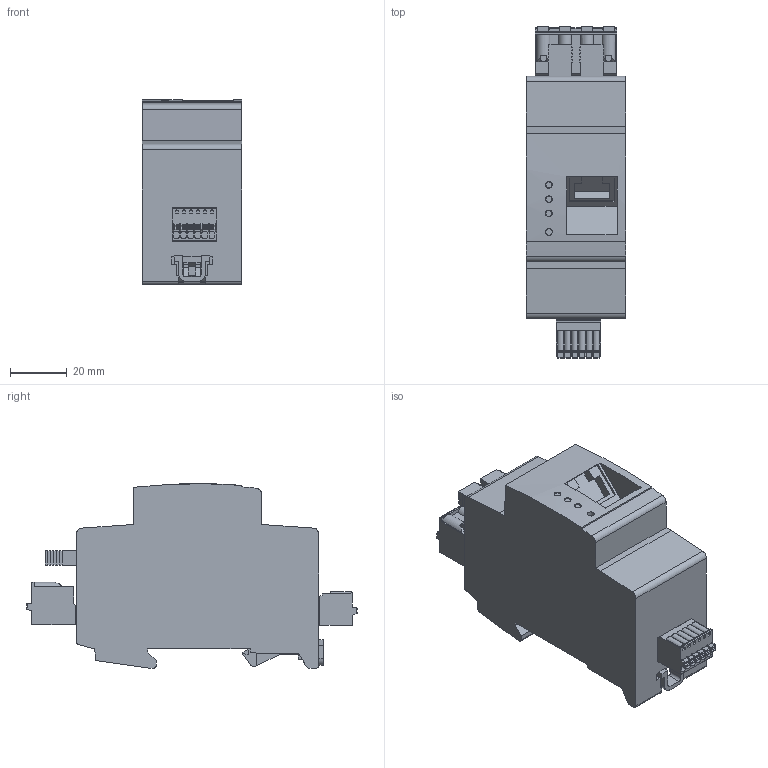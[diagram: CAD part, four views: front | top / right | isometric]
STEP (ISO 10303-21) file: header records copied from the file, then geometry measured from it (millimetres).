
FILE_DESCRIPTION(/* description */ ('STEP AP214'),/* implementation_level */ '2;1');
FILE_NAME(/* name */ 'eaton-kilowatt-hour-meters-mcad-3d-models-emd3p-ct',/* time_stamp */ '2025-10-13T08:28:55+02:00',/* author */ ('License CC BY-ND 4.0'),/* organization */ ('CADENAS'),/* preprocessor_version */ 'ST-DEVELOPER v19.3',/* originating_system */ 'PARTsolutions',/* authorisation */ ' ');
FILE_SCHEMA (('AUTOMOTIVE_DESIGN {1 0 10303 214 3 1 1}'));
Length unit declared in the file: millimetre
Products named in the file (1): EP-502639
Bounding box: 35 x 116.5 x 64.8 mm (x, y, z)
Volume: 159630 mm3; surface area: 27149.5 mm2
Topology: 1 solids, 1 shells, 709 faces, 1947 edges, 1290 vertices
Faces by surface type: plane 527, cylinder 182
Full cylindrical faces by diameter (mm): 2.125 x3, 2.35 x4, 4 x4
Entity records: 22384 total; most frequent: CARTESIAN_POINT 3968, ORIENTED_EDGE 3864, DIRECTION 3732, EDGE_CURVE 1932, LINE 1544, VECTOR 1544, VERTEX_POINT 1286, AXIS2_PLACEMENT_3D 1094
